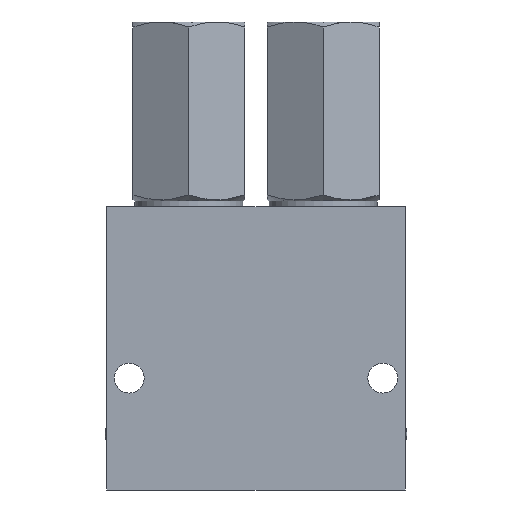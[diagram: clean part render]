
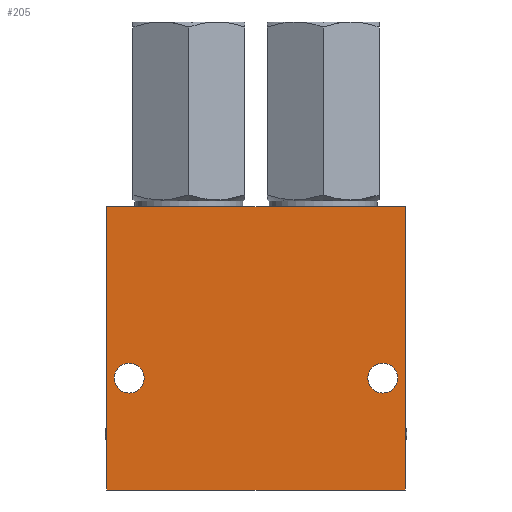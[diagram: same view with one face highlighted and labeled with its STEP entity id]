
A CAD part, front view. The second image highlights one B-rep face of the part: STEP entity #205.
In plain terms, the highlighted planar face has unit normal (0, -1, 0).
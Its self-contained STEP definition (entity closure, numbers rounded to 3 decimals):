
#205 = ADVANCED_FACE( '', ( #453, #454, #455 ), #456, .F. );
#453 = FACE_BOUND( '', #804, .T. );
#454 = FACE_BOUND( '', #805, .T. );
#455 = FACE_OUTER_BOUND( '', #806, .T. );
#456 = PLANE( '', #807 );
#804 = EDGE_LOOP( '', ( #1152 ) );
#805 = EDGE_LOOP( '', ( #1153 ) );
#806 = EDGE_LOOP( '', ( #1154, #1155, #1156, #1157 ) );
#807 = AXIS2_PLACEMENT_3D( '', #1158, #1159, #1160 );
#1152 = ORIENTED_EDGE( '', *, *, #1871, .T. );
#1153 = ORIENTED_EDGE( '', *, *, #1872, .T. );
#1154 = ORIENTED_EDGE( '', *, *, #1873, .F. );
#1155 = ORIENTED_EDGE( '', *, *, #1874, .F. );
#1156 = ORIENTED_EDGE( '', *, *, #1875, .F. );
#1157 = ORIENTED_EDGE( '', *, *, #1876, .F. );
#1158 = CARTESIAN_POINT( '', ( 0., -20., 0. ) );
#1159 = DIRECTION( '', ( 0., 1., 0. ) );
#1160 = DIRECTION( '', ( 0., 0., 1. ) );
#1871 = EDGE_CURVE( '', #2151, #2151, #2152, .T. );
#1872 = EDGE_CURVE( '', #2153, #2153, #2154, .T. );
#1873 = EDGE_CURVE( '', #2155, #2156, #2157, .T. );
#1874 = EDGE_CURVE( '', #2158, #2155, #2159, .T. );
#1875 = EDGE_CURVE( '', #2160, #2158, #2161, .T. );
#1876 = EDGE_CURVE( '', #2156, #2160, #2162, .T. );
#2151 = VERTEX_POINT( '', #2547 );
#2152 = CIRCLE( '', #2548, 4. );
#2153 = VERTEX_POINT( '', #2549 );
#2154 = CIRCLE( '', #2550, 4. );
#2155 = VERTEX_POINT( '', #2551 );
#2156 = VERTEX_POINT( '', #2552 );
#2157 = LINE( '', #2553, #2554 );
#2158 = VERTEX_POINT( '', #2555 );
#2159 = LINE( '', #2556, #2557 );
#2160 = VERTEX_POINT( '', #2558 );
#2161 = LINE( '', #2559, #2560 );
#2162 = LINE( '', #2561, #2562 );
#2547 = CARTESIAN_POINT( '', ( -30., -20., -8. ) );
#2548 = AXIS2_PLACEMENT_3D( '', #3289, #3290, #3291 );
#2549 = CARTESIAN_POINT( '', ( 38., -20., -8. ) );
#2550 = AXIS2_PLACEMENT_3D( '', #3292, #3293, #3294 );
#2551 = CARTESIAN_POINT( '', ( -40., -20., -38. ) );
#2552 = CARTESIAN_POINT( '', ( -40., -20., 38. ) );
#2553 = CARTESIAN_POINT( '', ( -40., -20., -38. ) );
#2554 = VECTOR( '', #3295, 1000. );
#2555 = CARTESIAN_POINT( '', ( 40., -20., -38. ) );
#2556 = CARTESIAN_POINT( '', ( 40., -20., -38. ) );
#2557 = VECTOR( '', #3296, 1000. );
#2558 = CARTESIAN_POINT( '', ( 40., -20., 38. ) );
#2559 = CARTESIAN_POINT( '', ( 40., -20., 38. ) );
#2560 = VECTOR( '', #3297, 1000. );
#2561 = CARTESIAN_POINT( '', ( -40., -20., 38. ) );
#2562 = VECTOR( '', #3298, 1000. );
#3289 = CARTESIAN_POINT( '', ( -34., -20., -8. ) );
#3290 = DIRECTION( '', ( 0., 1., 0. ) );
#3291 = DIRECTION( '', ( 1., 0., 0. ) );
#3292 = CARTESIAN_POINT( '', ( 34., -20., -8. ) );
#3293 = DIRECTION( '', ( 0., 1., 0. ) );
#3294 = DIRECTION( '', ( 1., 0., 0. ) );
#3295 = DIRECTION( '', ( 0., 0., 1. ) );
#3296 = DIRECTION( '', ( -1., 0., 0. ) );
#3297 = DIRECTION( '', ( 0., 0., -1. ) );
#3298 = DIRECTION( '', ( 1., 0., 0. ) );
